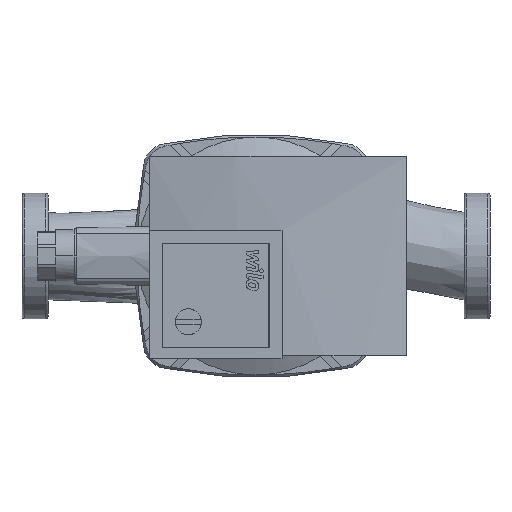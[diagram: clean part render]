
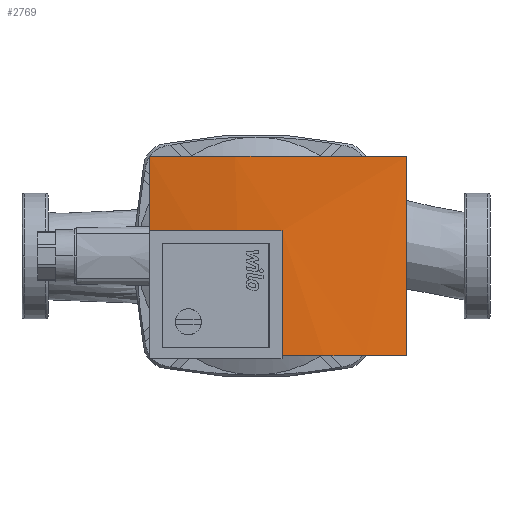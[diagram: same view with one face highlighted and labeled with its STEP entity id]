
A CAD part, front view. The second image highlights one B-rep face of the part: STEP entity #2769.
In plain terms, the highlighted cylindrical face has radius 247.525 mm (diameter 495.05 mm), a partial arc.
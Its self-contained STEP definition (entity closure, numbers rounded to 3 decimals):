
#2648=CARTESIAN_POINT('',(148.0,-118.2,-38.3));
#2649=VERTEX_POINT('',#2648);
#2656=CARTESIAN_POINT('',(100.0,-123.195,-38.3));
#2657=VERTEX_POINT('',#2656);
#2658=CARTESIAN_POINT('',(98.5,124.325,-38.3));
#2659=DIRECTION('',(0.0,0.0,1.0));
#2660=DIRECTION('',(-0.2,-0.98,0.0));
#2661=AXIS2_PLACEMENT_3D('',#2658,#2659,#2660);
#2662=CIRCLE('',#2661,247.525);
#2663=EDGE_CURVE('',#2657,#2649,#2662,.T.);
#2721=CARTESIAN_POINT('',(98.5,124.325,0.0));
#2722=DIRECTION('',(0.0,0.0,1.0));
#2723=DIRECTION('',(-0.2,-0.98,0.0));
#2724=AXIS2_PLACEMENT_3D('',#2721,#2722,#2723);
#2725=CYLINDRICAL_SURFACE('',#2724,247.525);
#2726=ORIENTED_EDGE('',*,*,#2663,.T.);
#2727=CARTESIAN_POINT('',(148.0,-118.2,38.3));
#2728=VERTEX_POINT('',#2727);
#2729=CARTESIAN_POINT('',(148.0,-118.2,38.3));
#2730=DIRECTION('',(0.0,0.0,-1.0));
#2731=VECTOR('',#2730,76.6);
#2732=LINE('',#2729,#2731);
#2733=EDGE_CURVE('',#2728,#2649,#2732,.T.);
#2734=ORIENTED_EDGE('',*,*,#2733,.F.);
#2735=CARTESIAN_POINT('',(49.0,-118.2,38.3));
#2736=VERTEX_POINT('',#2735);
#2737=CARTESIAN_POINT('',(98.5,124.325,38.3));
#2738=DIRECTION('',(0.0,0.0,-1.0));
#2739=DIRECTION('',(-0.2,-0.98,0.0));
#2740=AXIS2_PLACEMENT_3D('',#2737,#2738,#2739);
#2741=CIRCLE('',#2740,247.525);
#2742=EDGE_CURVE('',#2728,#2736,#2741,.T.);
#2743=ORIENTED_EDGE('',*,*,#2742,.T.);
#2744=CARTESIAN_POINT('',(49.0,-118.2,9.7));
#2745=VERTEX_POINT('',#2744);
#2746=CARTESIAN_POINT('',(49.0,-118.2,38.3));
#2747=DIRECTION('',(0.0,0.0,-1.0));
#2748=VECTOR('',#2747,28.6);
#2749=LINE('',#2746,#2748);
#2750=EDGE_CURVE('',#2736,#2745,#2749,.T.);
#2751=ORIENTED_EDGE('',*,*,#2750,.T.);
#2752=CARTESIAN_POINT('',(100.0,-123.195,9.7));
#2753=VERTEX_POINT('',#2752);
#2754=CARTESIAN_POINT('',(98.5,124.325,9.7));
#2755=DIRECTION('',(0.0,0.0,1.0));
#2756=DIRECTION('',(-0.2,-0.98,0.0));
#2757=AXIS2_PLACEMENT_3D('',#2754,#2755,#2756);
#2758=CIRCLE('',#2757,247.525);
#2759=EDGE_CURVE('',#2745,#2753,#2758,.T.);
#2760=ORIENTED_EDGE('',*,*,#2759,.T.);
#2761=CARTESIAN_POINT('',(100.0,-123.195,9.7));
#2762=DIRECTION('',(0.0,0.0,-1.0));
#2763=VECTOR('',#2762,48.0);
#2764=LINE('',#2761,#2763);
#2765=EDGE_CURVE('',#2753,#2657,#2764,.T.);
#2766=ORIENTED_EDGE('',*,*,#2765,.T.);
#2767=EDGE_LOOP('',(#2726,#2734,#2743,#2751,#2760,#2766));
#2768=FACE_OUTER_BOUND('',#2767,.T.);
#2769=ADVANCED_FACE('',(#2768),#2725,.T.);
